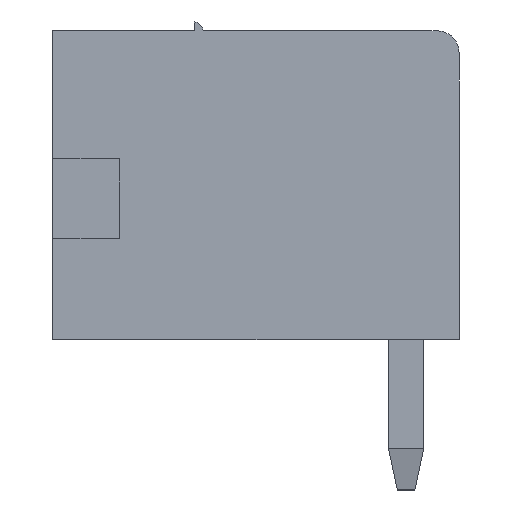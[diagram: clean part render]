
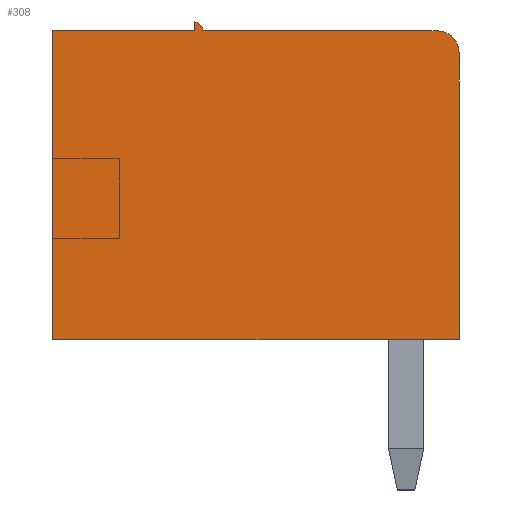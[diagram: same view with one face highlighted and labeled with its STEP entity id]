
A CAD part, left-side view. The second image highlights one B-rep face of the part: STEP entity #308.
In plain terms, the highlighted planar face has unit normal (-1, 0, 0).
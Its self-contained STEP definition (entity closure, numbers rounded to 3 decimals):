
#308 = ADVANCED_FACE ( 'NONE', ( #35611 ), #20753, .F. ) ;
#1106 = ORIENTED_EDGE ( 'NONE', *, *, #24820, .T. ) ;
#1750 = CARTESIAN_POINT ( 'NONE',  ( 0., 9.2, 7. ) ) ;
#2146 = ORIENTED_EDGE ( 'NONE', *, *, #13316, .T. ) ;
#2237 = VERTEX_POINT ( 'NONE', #26308 ) ;
#2442 = DIRECTION ( 'NONE',  ( 0., -1., 0. ) ) ;
#2493 = LINE ( 'NONE', #14533, #19150 ) ;
#2764 = CARTESIAN_POINT ( 'NONE',  ( 0., 9.2, 7. ) ) ;
#3575 = EDGE_CURVE ( 'NONE', #21191, #4846, #23947, .T. ) ;
#3749 = VERTEX_POINT ( 'NONE', #20729 ) ;
#4742 = CIRCLE ( 'NONE', #23031, 0.5 ) ;
#4846 = VERTEX_POINT ( 'NONE', #19360 ) ;
#5041 = CARTESIAN_POINT ( 'NONE',  ( 0., 9.2, 0. ) ) ;
#5464 = CARTESIAN_POINT ( 'NONE',  ( 0., 5.8, 7. ) ) ;
#5688 = DIRECTION ( 'NONE',  ( 0., 0., -1. ) ) ;
#7371 = CARTESIAN_POINT ( 'NONE',  ( 0., 6., 7. ) ) ;
#7472 = DIRECTION ( 'NONE',  ( -1., 0., 0. ) ) ;
#8530 = DIRECTION ( 'NONE',  ( 0., 0., -1. ) ) ;
#8726 = CARTESIAN_POINT ( 'NONE',  ( 0., 9.2, 0. ) ) ;
#10280 = EDGE_CURVE ( 'NONE', #21191, #25596, #24694, .T. ) ;
#10455 = EDGE_CURVE ( 'NONE', #38261, #31715, #31627, .T. ) ;
#10994 = VECTOR ( 'NONE', #19446, 1000. ) ;
#11081 = DIRECTION ( 'NONE',  ( -1., 0., 0. ) ) ;
#11394 = VECTOR ( 'NONE', #18509, 1000. ) ;
#12996 = CARTESIAN_POINT ( 'NONE',  ( 0., 9.2, 7. ) ) ;
#13316 = EDGE_CURVE ( 'NONE', #4846, #36178, #2493, .T. ) ;
#14511 = ORIENTED_EDGE ( 'NONE', *, *, #10455, .T. ) ;
#14533 = CARTESIAN_POINT ( 'NONE',  ( 0., 0., 7. ) ) ;
#14945 = LINE ( 'NONE', #26954, #11394 ) ;
#15775 = CARTESIAN_POINT ( 'NONE',  ( 0., 6., 7. ) ) ;
#15934 = VECTOR ( 'NONE', #30720, 1000. ) ;
#16003 = DIRECTION ( 'NONE',  ( 0., 0., 1. ) ) ;
#16374 = DIRECTION ( 'NONE',  ( 0., -1., 0. ) ) ;
#17875 = CARTESIAN_POINT ( 'NONE',  ( 0., 0., 6.5 ) ) ;
#18509 = DIRECTION ( 'NONE',  ( 0., -1., 0. ) ) ;
#19150 = VECTOR ( 'NONE', #38860, 1000. ) ;
#19262 = VECTOR ( 'NONE', #2442, 1000. ) ;
#19360 = CARTESIAN_POINT ( 'NONE',  ( 0., 0., 0. ) ) ;
#19446 = DIRECTION ( 'NONE',  ( 0., 0., -1. ) ) ;
#20729 = CARTESIAN_POINT ( 'NONE',  ( 0., 6., 7. ) ) ;
#20753 = PLANE ( 'NONE',  #25416 ) ;
#20886 = EDGE_CURVE ( 'NONE', #31715, #3749, #34328, .T. ) ;
#21191 = VERTEX_POINT ( 'NONE', #5041 ) ;
#23031 = AXIS2_PLACEMENT_3D ( 'NONE', #26470, #11081, #8530 ) ;
#23138 = ORIENTED_EDGE ( 'NONE', *, *, #10280, .F. ) ;
#23727 = EDGE_LOOP ( 'NONE', ( #2146, #1106, #32409, #14511, #38796, #30635, #23138, #33343 ) ) ;
#23947 = LINE ( 'NONE', #8726, #19262 ) ;
#24107 = VECTOR ( 'NONE', #16374, 1000. ) ;
#24694 = LINE ( 'NONE', #30140, #15934 ) ;
#24820 = EDGE_CURVE ( 'NONE', #36178, #2237, #4742, .T. ) ;
#25243 = EDGE_CURVE ( 'NONE', #38261, #2237, #14945, .T. ) ;
#25416 = AXIS2_PLACEMENT_3D ( 'NONE', #2764, #32634, #5688 ) ;
#25596 = VERTEX_POINT ( 'NONE', #1750 ) ;
#26128 = EDGE_CURVE ( 'NONE', #25596, #3749, #28168, .T. ) ;
#26308 = CARTESIAN_POINT ( 'NONE',  ( 0., 0.5, 7. ) ) ;
#26470 = CARTESIAN_POINT ( 'NONE',  ( 0., 0.5, 6.5 ) ) ;
#26954 = CARTESIAN_POINT ( 'NONE',  ( 0., 9.2, 7. ) ) ;
#28168 = LINE ( 'NONE', #12996, #24107 ) ;
#30140 = CARTESIAN_POINT ( 'NONE',  ( 0., 9.2, 7. ) ) ;
#30372 = AXIS2_PLACEMENT_3D ( 'NONE', #15775, #7472, #16003 ) ;
#30635 = ORIENTED_EDGE ( 'NONE', *, *, #26128, .F. ) ;
#30720 = DIRECTION ( 'NONE',  ( 0., 0., 1. ) ) ;
#31627 = CIRCLE ( 'NONE', #30372, 0.2 ) ;
#31715 = VERTEX_POINT ( 'NONE', #33628 ) ;
#32409 = ORIENTED_EDGE ( 'NONE', *, *, #25243, .F. ) ;
#32634 = DIRECTION ( 'NONE',  ( 1., 0., 0. ) ) ;
#33343 = ORIENTED_EDGE ( 'NONE', *, *, #3575, .T. ) ;
#33628 = CARTESIAN_POINT ( 'NONE',  ( 0., 6., 7.2 ) ) ;
#34328 = LINE ( 'NONE', #7371, #10994 ) ;
#35611 = FACE_OUTER_BOUND ( 'NONE', #23727, .T. ) ;
#36178 = VERTEX_POINT ( 'NONE', #17875 ) ;
#38261 = VERTEX_POINT ( 'NONE', #5464 ) ;
#38796 = ORIENTED_EDGE ( 'NONE', *, *, #20886, .T. ) ;
#38860 = DIRECTION ( 'NONE',  ( 0., 0., 1. ) ) ;
